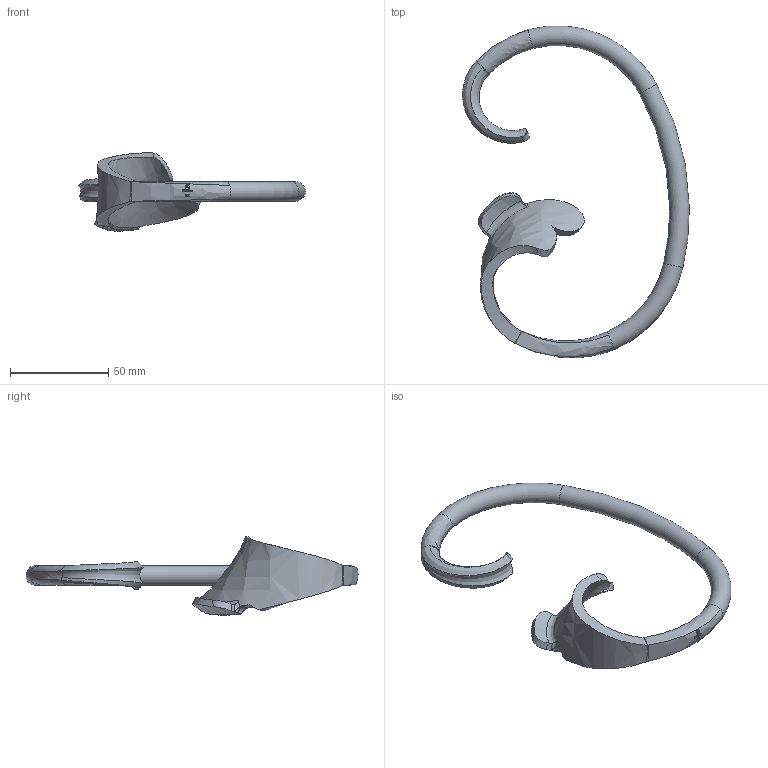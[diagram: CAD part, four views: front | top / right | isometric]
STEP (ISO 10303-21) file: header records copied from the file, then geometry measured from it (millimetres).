
FILE_DESCRIPTION (( 'STEP AP203' ), '1' );
FILE_NAME ('5561.STEP', '2022-06-21T14:51:21', ( '' ), ( '' ), 'SwSTEP 2.0', 'SolidWorks 2018', '' );
FILE_SCHEMA (( 'CONFIG_CONTROL_DESIGN' ));
Length unit declared in the file: millimetre
Products named in the file (1): 5561
Bounding box: 115.57 x 169.22 x 39.93 mm (x, y, z)
Volume: 41437 mm3; surface area: 18449.1 mm2
Topology: 1 solids, 1 shells, 271 faces, 732 edges, 481 vertices
Faces by surface type: bspline 167, plane 101, torus 3
Entity records: 26719 total; most frequent: CARTESIAN_POINT 21398, ORIENTED_EDGE 1454, EDGE_CURVE 727, B_SPLINE_CURVE_WITH_KNOTS 515, VERTEX_POINT 479, DIRECTION 432, EDGE_LOOP 292, FACE_OUTER_BOUND 274
